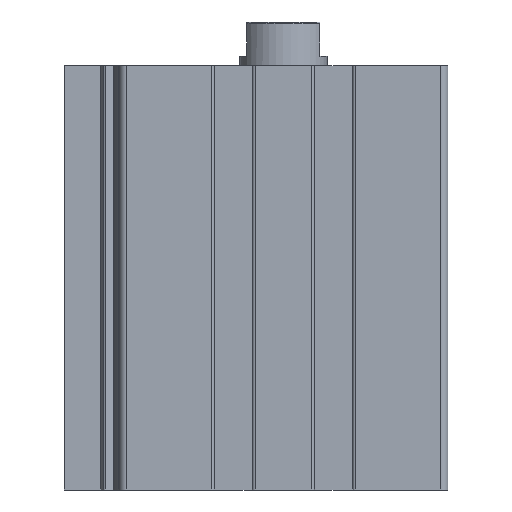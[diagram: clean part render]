
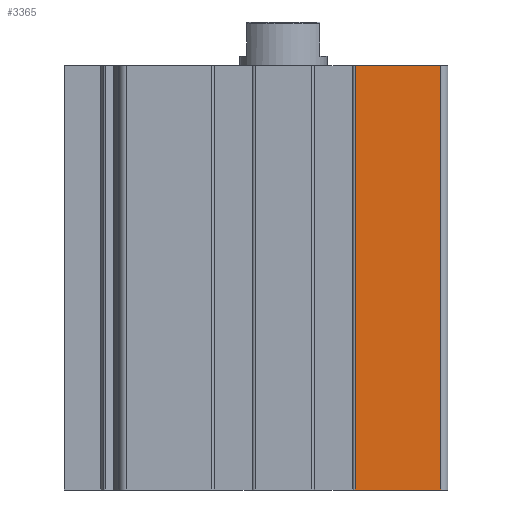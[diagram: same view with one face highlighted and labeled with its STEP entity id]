
A CAD part, left-side view. The second image highlights one B-rep face of the part: STEP entity #3365.
In plain terms, the highlighted planar face has unit normal (-1, 0, 0).
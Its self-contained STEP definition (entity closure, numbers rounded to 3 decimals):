
#50=LINE('',#5154,#320);
#51=LINE('',#5157,#321);
#52=LINE('',#5159,#322);
#53=LINE('',#5161,#323);
#320=VECTOR('',#4044,1000.);
#321=VECTOR('',#4045,1000.);
#322=VECTOR('',#4046,1000.);
#323=VECTOR('',#4047,1000.);
#590=PLANE('',#3606);
#692=ORIENTED_EDGE('',*,*,#1666,.F.);
#693=ORIENTED_EDGE('',*,*,#1667,.F.);
#694=ORIENTED_EDGE('',*,*,#1668,.T.);
#695=ORIENTED_EDGE('',*,*,#1669,.T.);
#1666=EDGE_CURVE('',#2153,#2154,#50,.T.);
#1667=EDGE_CURVE('',#2155,#2153,#51,.T.);
#1668=EDGE_CURVE('',#2155,#2156,#52,.T.);
#1669=EDGE_CURVE('',#2156,#2154,#53,.T.);
#2153=VERTEX_POINT('',#5155);
#2154=VERTEX_POINT('',#5156);
#2155=VERTEX_POINT('',#5158);
#2156=VERTEX_POINT('',#5160);
#2714=EDGE_LOOP('',(#692,#693,#694,#695));
#2992=FACE_BOUND('',#2714,.T.);
#3365=ADVANCED_FACE('',(#2992),#590,.T.);
#3606=AXIS2_PLACEMENT_3D('',#5153,#4042,#4043);
#4042=DIRECTION('',(-1.,0.,0.));
#4043=DIRECTION('',(0.,0.,1.));
#4044=DIRECTION('',(0.,-1.,0.));
#4045=DIRECTION('',(0.,0.,1.));
#4046=DIRECTION('',(0.,-1.,0.));
#4047=DIRECTION('',(0.,0.,1.));
#5153=CARTESIAN_POINT('',(-22.5,-9.85,-58.));
#5154=CARTESIAN_POINT('',(-22.5,-9.85,0.));
#5155=CARTESIAN_POINT('',(-22.5,-9.85,0.));
#5156=CARTESIAN_POINT('',(-22.5,-21.5,0.));
#5157=CARTESIAN_POINT('',(-22.5,-9.85,-58.));
#5158=CARTESIAN_POINT('',(-22.5,-9.85,-58.));
#5159=CARTESIAN_POINT('',(-22.5,-9.85,-58.));
#5160=CARTESIAN_POINT('',(-22.5,-21.5,-58.));
#5161=CARTESIAN_POINT('',(-22.5,-21.5,-58.));
